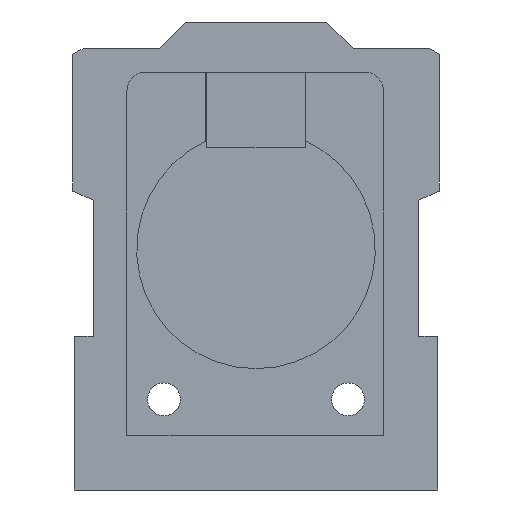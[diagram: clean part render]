
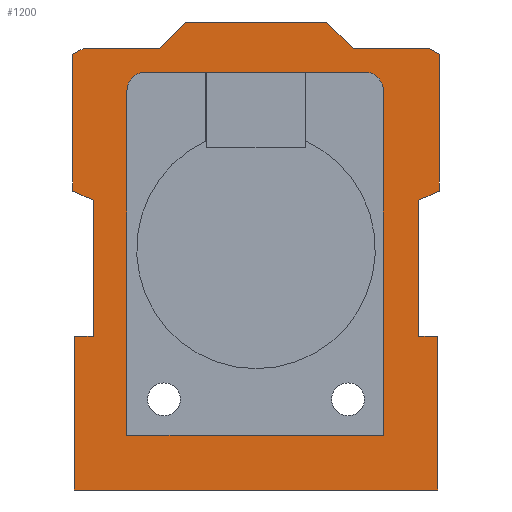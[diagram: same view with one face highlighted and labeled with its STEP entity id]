
A CAD part, front view. The second image highlights one B-rep face of the part: STEP entity #1200.
In plain terms, the highlighted planar face has unit normal (0, -1, 0).
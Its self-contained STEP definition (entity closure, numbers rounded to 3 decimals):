
#220=CARTESIAN_POINT('',(-11.744,783.04,23.875));
#221=VERTEX_POINT('',#220);
#222=CARTESIAN_POINT('',(11.567,783.04,23.875));
#223=VERTEX_POINT('',#222);
#224=CARTESIAN_POINT('',(-11.744,783.04,23.875));
#225=DIRECTION('',(1.,0.,-0.));
#226=VECTOR('',#225,23.31);
#227=LINE('',#224,#226);
#228=EDGE_CURVE('',#221,#223,#227,.T.);
#531=CARTESIAN_POINT('',(7.555,783.04,29.206));
#532=VERTEX_POINT('',#531);
#533=CARTESIAN_POINT('',(-7.526,783.04,29.206));
#534=VERTEX_POINT('',#533);
#535=CARTESIAN_POINT('',(7.555,783.04,29.206));
#536=DIRECTION('',(-1.,-0.,0.));
#537=VECTOR('',#536,15.081);
#538=LINE('',#535,#537);
#539=EDGE_CURVE('',#532,#534,#538,.T.);
#571=CARTESIAN_POINT('',(10.332,783.04,26.429));
#572=VERTEX_POINT('',#571);
#573=CARTESIAN_POINT('',(10.332,783.04,26.429));
#574=DIRECTION('',(-0.707,0.,0.707));
#575=VECTOR('',#574,3.928);
#576=LINE('',#573,#575);
#577=EDGE_CURVE('',#572,#532,#576,.T.);
#602=CARTESIAN_POINT('',(18.332,783.04,26.429));
#603=VERTEX_POINT('',#602);
#604=CARTESIAN_POINT('',(10.332,783.04,26.429));
#605=DIRECTION('',(1.,-0.,-0.));
#606=VECTOR('',#605,8.);
#607=LINE('',#604,#606);
#608=EDGE_CURVE('',#572,#603,#607,.T.);
#633=CARTESIAN_POINT('',(19.51,783.04,25.754));
#634=VERTEX_POINT('',#633);
#635=CARTESIAN_POINT('',(18.332,783.04,26.429));
#636=DIRECTION('',(0.868,-0.,-0.497));
#637=VECTOR('',#636,1.357);
#638=LINE('',#635,#637);
#639=EDGE_CURVE('',#603,#634,#638,.T.);
#664=CARTESIAN_POINT('',(19.51,783.04,11.208));
#665=VERTEX_POINT('',#664);
#666=CARTESIAN_POINT('',(19.51,783.04,25.754));
#667=DIRECTION('',(-0.,-0.,-1.));
#668=VECTOR('',#667,14.546);
#669=LINE('',#666,#668);
#670=EDGE_CURVE('',#634,#665,#669,.T.);
#695=CARTESIAN_POINT('',(17.329,783.04,10.223));
#696=VERTEX_POINT('',#695);
#697=CARTESIAN_POINT('',(19.51,783.04,11.208));
#698=DIRECTION('',(-0.911,-0.,-0.411));
#699=VECTOR('',#698,2.394);
#700=LINE('',#697,#699);
#701=EDGE_CURVE('',#665,#696,#700,.T.);
#726=CARTESIAN_POINT('',(17.329,783.04,-4.271));
#727=VERTEX_POINT('',#726);
#728=CARTESIAN_POINT('',(17.329,783.04,10.223));
#729=DIRECTION('',(-0.,-0.,-1.));
#730=VECTOR('',#729,14.494);
#731=LINE('',#728,#730);
#732=EDGE_CURVE('',#696,#727,#731,.T.);
#757=CARTESIAN_POINT('',(19.329,783.04,-4.271));
#758=VERTEX_POINT('',#757);
#759=CARTESIAN_POINT('',(19.329,783.04,-4.271));
#760=DIRECTION('',(-1.,-0.,0.));
#761=VECTOR('',#760,2.);
#762=LINE('',#759,#761);
#763=EDGE_CURVE('',#758,#727,#762,.T.);
#788=CARTESIAN_POINT('',(19.329,783.04,-20.622));
#789=VERTEX_POINT('',#788);
#790=CARTESIAN_POINT('',(19.329,783.04,-4.271));
#791=DIRECTION('',(-0.,-0.,-1.));
#792=VECTOR('',#791,16.352);
#793=LINE('',#790,#792);
#794=EDGE_CURVE('',#758,#789,#793,.T.);
#819=CARTESIAN_POINT('',(-19.329,783.04,-20.622));
#820=VERTEX_POINT('',#819);
#821=CARTESIAN_POINT('',(19.329,783.04,-20.622));
#822=DIRECTION('',(-1.,-0.,0.));
#823=VECTOR('',#822,38.657);
#824=LINE('',#821,#823);
#825=EDGE_CURVE('',#789,#820,#824,.T.);
#850=CARTESIAN_POINT('',(-19.329,783.04,-4.271));
#851=VERTEX_POINT('',#850);
#852=CARTESIAN_POINT('',(-19.329,783.04,-4.271));
#853=DIRECTION('',(-0.,-0.,-1.));
#854=VECTOR('',#853,16.352);
#855=LINE('',#852,#854);
#856=EDGE_CURVE('',#851,#820,#855,.T.);
#881=CARTESIAN_POINT('',(-17.329,783.04,-4.271));
#882=VERTEX_POINT('',#881);
#883=CARTESIAN_POINT('',(-19.329,783.04,-4.271));
#884=DIRECTION('',(1.,-0.,-0.));
#885=VECTOR('',#884,2.);
#886=LINE('',#883,#885);
#887=EDGE_CURVE('',#851,#882,#886,.T.);
#912=CARTESIAN_POINT('',(-17.329,783.04,10.223));
#913=VERTEX_POINT('',#912);
#914=CARTESIAN_POINT('',(-17.329,783.04,10.223));
#915=DIRECTION('',(-0.,-0.,-1.));
#916=VECTOR('',#915,14.494);
#917=LINE('',#914,#916);
#918=EDGE_CURVE('',#913,#882,#917,.T.);
#943=CARTESIAN_POINT('',(-19.51,783.04,11.208));
#944=VERTEX_POINT('',#943);
#945=CARTESIAN_POINT('',(-17.329,783.04,10.223));
#946=DIRECTION('',(-0.911,-0.,0.411));
#947=VECTOR('',#946,2.394);
#948=LINE('',#945,#947);
#949=EDGE_CURVE('',#913,#944,#948,.T.);
#974=CARTESIAN_POINT('',(-19.51,783.04,25.753));
#975=VERTEX_POINT('',#974);
#976=CARTESIAN_POINT('',(-19.51,783.04,11.208));
#977=DIRECTION('',(-0.,-0.,1.));
#978=VECTOR('',#977,14.545);
#979=LINE('',#976,#978);
#980=EDGE_CURVE('',#944,#975,#979,.T.);
#1005=CARTESIAN_POINT('',(-18.303,783.04,26.429));
#1006=VERTEX_POINT('',#1005);
#1007=CARTESIAN_POINT('',(-19.51,783.04,25.753));
#1008=DIRECTION('',(0.873,-0.,0.489));
#1009=VECTOR('',#1008,1.383);
#1010=LINE('',#1007,#1009);
#1011=EDGE_CURVE('',#975,#1006,#1010,.T.);
#1036=CARTESIAN_POINT('',(-10.303,783.04,26.429));
#1037=VERTEX_POINT('',#1036);
#1038=CARTESIAN_POINT('',(-18.303,783.04,26.429));
#1039=DIRECTION('',(1.,-0.,-0.));
#1040=VECTOR('',#1039,8.);
#1041=LINE('',#1038,#1040);
#1042=EDGE_CURVE('',#1006,#1037,#1041,.T.);
#1067=CARTESIAN_POINT('',(-10.303,783.04,26.429));
#1068=DIRECTION('',(0.707,-0.,0.707));
#1069=VECTOR('',#1068,3.928);
#1070=LINE('',#1067,#1069);
#1071=EDGE_CURVE('',#1037,#534,#1070,.T.);
#1132=CARTESIAN_POINT('',(0.006,783.04,1.125));
#1133=DIRECTION('',(0.,1.,0.));
#1134=DIRECTION('',(0.,0.,1.));
#1135=AXIS2_PLACEMENT_3D('',#1132,#1133,#1134);
#1136=PLANE('',#1135);
#1137=CARTESIAN_POINT('',(13.567,783.04,-14.796));
#1138=VERTEX_POINT('',#1137);
#1139=CARTESIAN_POINT('',(-13.744,783.04,-14.796));
#1140=VERTEX_POINT('',#1139);
#1141=CARTESIAN_POINT('',(13.567,783.04,-14.796));
#1142=DIRECTION('',(-1.,-0.,0.));
#1143=VECTOR('',#1142,27.31);
#1144=LINE('',#1141,#1143);
#1145=EDGE_CURVE('',#1138,#1140,#1144,.T.);
#1146=ORIENTED_EDGE('',*,*,#1145,.T.);
#1147=CARTESIAN_POINT('',(-13.744,783.04,21.875));
#1148=VERTEX_POINT('',#1147);
#1149=CARTESIAN_POINT('',(-13.744,783.04,-14.796));
#1150=DIRECTION('',(0.,0.,1.));
#1151=VECTOR('',#1150,36.671);
#1152=LINE('',#1149,#1151);
#1153=EDGE_CURVE('',#1140,#1148,#1152,.T.);
#1154=ORIENTED_EDGE('',*,*,#1153,.T.);
#1155=CARTESIAN_POINT('',(-11.744,783.04,21.875));
#1156=DIRECTION('',(0.,1.,0.));
#1157=DIRECTION('',(0.,-0.,1.));
#1158=AXIS2_PLACEMENT_3D('',#1155,#1156,#1157);
#1159=CIRCLE('',#1158,2.);
#1160=EDGE_CURVE('',#1148,#221,#1159,.T.);
#1161=ORIENTED_EDGE('',*,*,#1160,.T.);
#1162=ORIENTED_EDGE('',*,*,#228,.T.);
#1163=CARTESIAN_POINT('',(13.567,783.04,21.875));
#1164=VERTEX_POINT('',#1163);
#1165=CARTESIAN_POINT('',(11.567,783.04,21.875));
#1166=DIRECTION('',(-0.,1.,-0.));
#1167=DIRECTION('',(0.,0.,-1.));
#1168=AXIS2_PLACEMENT_3D('',#1165,#1166,#1167);
#1169=CIRCLE('',#1168,2.);
#1170=EDGE_CURVE('',#223,#1164,#1169,.T.);
#1171=ORIENTED_EDGE('',*,*,#1170,.T.);
#1172=CARTESIAN_POINT('',(13.567,783.04,-14.796));
#1173=DIRECTION('',(0.,0.,1.));
#1174=VECTOR('',#1173,36.671);
#1175=LINE('',#1172,#1174);
#1176=EDGE_CURVE('',#1138,#1164,#1175,.T.);
#1177=ORIENTED_EDGE('',*,*,#1176,.F.);
#1178=EDGE_LOOP('',(#1146,#1154,#1161,#1162,#1171,#1177));
#1179=FACE_BOUND('',#1178,.T.);
#1180=ORIENTED_EDGE('',*,*,#539,.T.);
#1181=ORIENTED_EDGE('',*,*,#1071,.F.);
#1182=ORIENTED_EDGE('',*,*,#1042,.F.);
#1183=ORIENTED_EDGE('',*,*,#1011,.F.);
#1184=ORIENTED_EDGE('',*,*,#980,.F.);
#1185=ORIENTED_EDGE('',*,*,#949,.F.);
#1186=ORIENTED_EDGE('',*,*,#918,.T.);
#1187=ORIENTED_EDGE('',*,*,#887,.F.);
#1188=ORIENTED_EDGE('',*,*,#856,.T.);
#1189=ORIENTED_EDGE('',*,*,#825,.F.);
#1190=ORIENTED_EDGE('',*,*,#794,.F.);
#1191=ORIENTED_EDGE('',*,*,#763,.T.);
#1192=ORIENTED_EDGE('',*,*,#732,.F.);
#1193=ORIENTED_EDGE('',*,*,#701,.F.);
#1194=ORIENTED_EDGE('',*,*,#670,.F.);
#1195=ORIENTED_EDGE('',*,*,#639,.F.);
#1196=ORIENTED_EDGE('',*,*,#608,.F.);
#1197=ORIENTED_EDGE('',*,*,#577,.T.);
#1198=EDGE_LOOP('',(#1180,#1181,#1182,#1183,#1184,#1185,#1186,#1187,#1188,#1189,#1190,#1191,#1192,#1193,#1194,#1195,#1196,#1197));
#1199=FACE_BOUND('',#1198,.T.);
#1200=ADVANCED_FACE('',(#1179,#1199),#1136,.F.);
